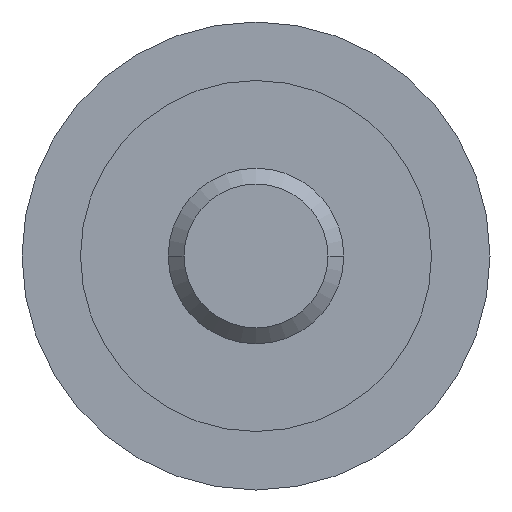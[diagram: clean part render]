
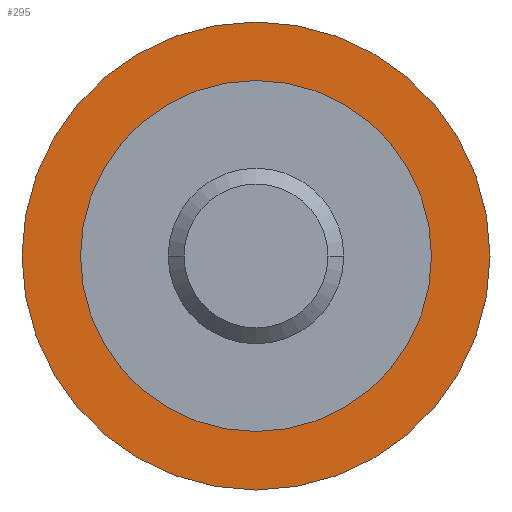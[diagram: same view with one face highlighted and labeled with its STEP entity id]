
A CAD part, front view. The second image highlights one B-rep face of the part: STEP entity #295.
In plain terms, the highlighted planar face has unit normal (0, -1, 0).
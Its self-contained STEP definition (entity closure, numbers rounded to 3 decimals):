
#203=EDGE_CURVE('',#233,#443,#550,.T.);
#233=VERTEX_POINT('',#584);
#295=ADVANCED_FACE('',(#653,#654),#655,.T.);
#343=EDGE_CURVE('',#427,#501,#713,.T.);
#423=EDGE_CURVE('',#443,#233,#804,.T.);
#427=VERTEX_POINT('',#809);
#443=VERTEX_POINT('',#826);
#481=EDGE_CURVE('',#501,#427,#871,.T.);
#501=VERTEX_POINT('',#893);
#550=CIRCLE('',#939,4.0);
#584=CARTESIAN_POINT('',(-4.0,0.0,0.));
#653=FACE_BOUND('',#1065,.T.);
#654=FACE_OUTER_BOUND('',#1066,.T.);
#655=PLANE('',#1067);
#713=CIRCLE('',#1142,3.0);
#804=CIRCLE('',#1256,4.0);
#809=CARTESIAN_POINT('',(3.0,0.0,0.));
#826=CARTESIAN_POINT('',(4.0,0.0,0.0));
#871=CIRCLE('',#1342,3.0);
#893=CARTESIAN_POINT('',(-3.0,0.0,0.));
#939=AXIS2_PLACEMENT_3D('',#1409,#1410,#1411);
#1065=EDGE_LOOP('',(#1528,#1529));
#1066=EDGE_LOOP('',(#1530,#1531));
#1067=AXIS2_PLACEMENT_3D('',#1532,#1533,#1534);
#1142=AXIS2_PLACEMENT_3D('',#1613,#1614,#1615);
#1256=AXIS2_PLACEMENT_3D('',#1736,#1737,#1738);
#1342=AXIS2_PLACEMENT_3D('',#1826,#1827,#1828);
#1409=CARTESIAN_POINT('',(0.0,0.0,0.0));
#1410=DIRECTION('',(0.0,-1.0,0.0));
#1411=DIRECTION('',(1.0,0.0,0.0));
#1528=ORIENTED_EDGE('',*,*,#481,.T.);
#1529=ORIENTED_EDGE('',*,*,#343,.T.);
#1530=ORIENTED_EDGE('',*,*,#423,.T.);
#1531=ORIENTED_EDGE('',*,*,#203,.T.);
#1532=CARTESIAN_POINT('',(0.0,0.0,0.0));
#1533=DIRECTION('',(0.0,-1.0,0.0));
#1534=DIRECTION('',(-1.0,0.0,0.0));
#1613=CARTESIAN_POINT('',(0.0,0.0,0.0));
#1614=DIRECTION('',(-0.0,1.0,0.0));
#1615=DIRECTION('',(1.0,0.0,0.0));
#1736=CARTESIAN_POINT('',(0.0,0.0,0.0));
#1737=DIRECTION('',(0.0,-1.0,0.0));
#1738=DIRECTION('',(1.0,0.0,0.0));
#1826=CARTESIAN_POINT('',(0.0,0.0,0.0));
#1827=DIRECTION('',(-0.0,1.0,0.0));
#1828=DIRECTION('',(1.0,0.0,0.0));
